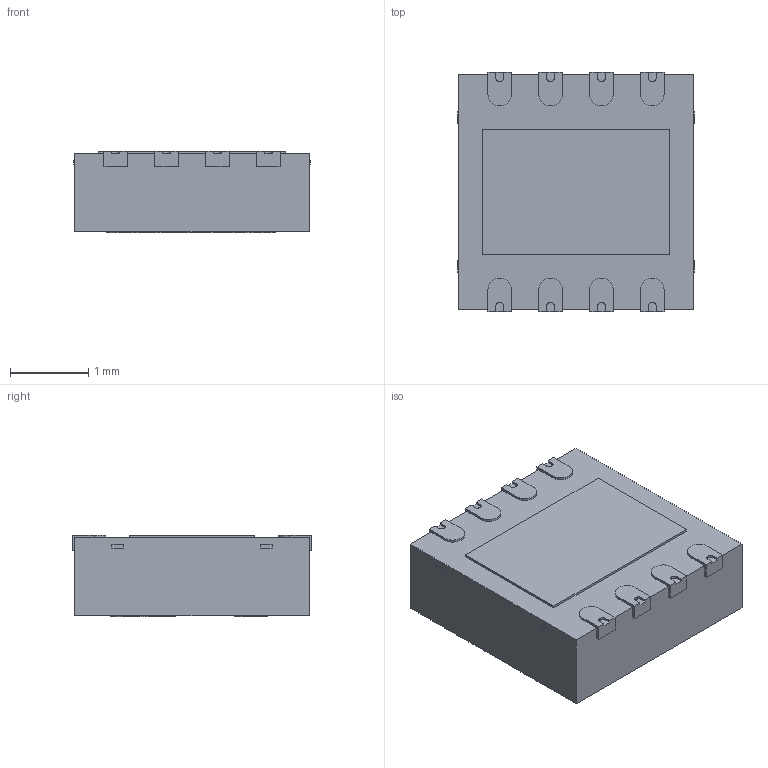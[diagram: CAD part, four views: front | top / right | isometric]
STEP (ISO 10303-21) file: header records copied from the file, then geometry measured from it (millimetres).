
FILE_DESCRIPTION (( 'STEP AP203' ), '1' );
FILE_NAME ('TJA1441 OP2.STEP', '2022-06-05T11:17:35', ( '' ), ( '' ), 'SwSTEP 2.0', 'SolidWorks 2020', '' );
FILE_SCHEMA (( 'CONFIG_CONTROL_DESIGN' ));
Length unit declared in the file: millimetre
Products named in the file (1): TJA1441 OP2
Bounding box: 3.02 x 3.06 x 1.04 mm (x, y, z)
Volume: 9.2 mm3; surface area: 31.2 mm2
Topology: 1 solids, 1 shells, 255 faces, 696 edges, 464 vertices
Faces by surface type: plane 227, cylinder 24, bspline 4
Entity records: 8199 total; most frequent: CARTESIAN_POINT 1628, ORIENTED_EDGE 1392, DIRECTION 1240, EDGE_CURVE 696, LINE 640, VECTOR 640, VERTEX_POINT 464, AXIS2_PLACEMENT_3D 300
